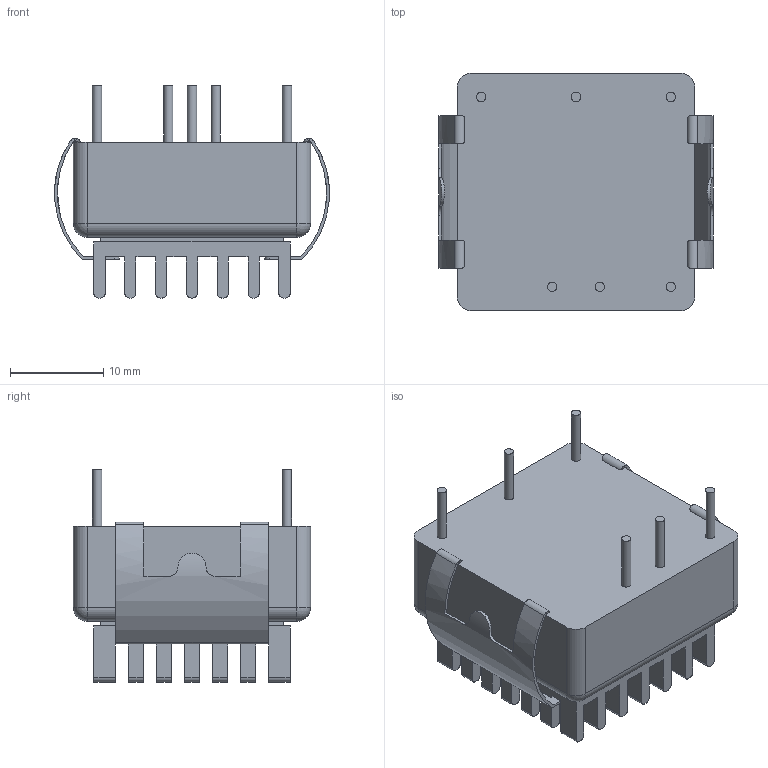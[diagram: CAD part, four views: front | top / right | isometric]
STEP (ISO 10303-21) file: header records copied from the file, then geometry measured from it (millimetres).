
FILE_DESCRIPTION(/* description */ (''),/* implementation_level */ '2;1');
FILE_NAME(/* name */ 'THL 30WI with Heatsink.stp',/* time_stamp */ '2022-08-11T16:22:51+08:00',/* author */ ('Calliope'),/* organization */ (''),/* preprocessor_version */ 'ST-DEVELOPER v16.1',/* originating_system */ 'Autodesk Inventor 2016',/* authorisation */ '');
FILE_SCHEMA (('AUTOMOTIVE_DESIGN { 1 0 10303 214 3 1 1 }'));
Length unit declared in the file: millimetre
Products named in the file (1): THL 30WI with Heatsink
Bounding box: 29.42 x 25.4 x 22.7 mm (x, y, z)
Volume: 8024.1 mm3; surface area: 4695 mm2
Topology: 1 solids, 1 shells, 449 faces, 1220 edges, 800 vertices
Faces by surface type: plane 299, cylinder 146, sphere 4
Full cylindrical faces by diameter (mm): 1 x6
Entity records: 14769 total; most frequent: CARTESIAN_POINT 2732, ORIENTED_EDGE 2428, DIRECTION 2382, EDGE_CURVE 1214, LINE 890, VECTOR 890, VERTEX_POINT 800, AXIS2_PLACEMENT_3D 746
